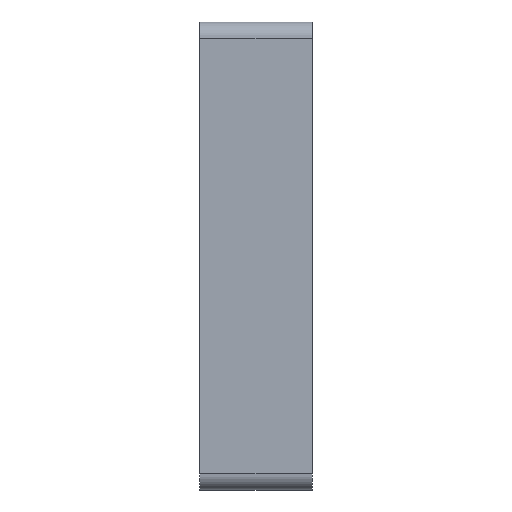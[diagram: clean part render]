
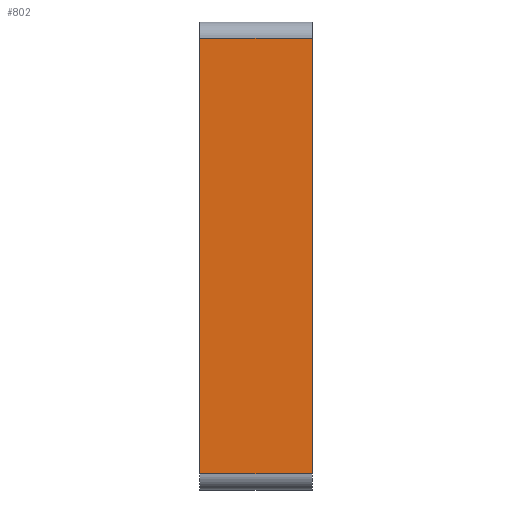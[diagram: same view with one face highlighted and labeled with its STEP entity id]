
A CAD part, front view. The second image highlights one B-rep face of the part: STEP entity #802.
In plain terms, the highlighted planar face has unit normal (0, -1, 0).
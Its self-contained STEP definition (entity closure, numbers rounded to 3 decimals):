
#24=PLANE('',#879);
#52=FACE_OUTER_BOUND('',#94,.T.);
#94=EDGE_LOOP('',(#604,#605,#606,#607));
#138=LINE('',#1196,#219);
#168=LINE('',#1287,#249);
#169=LINE('',#1290,#250);
#170=LINE('',#1291,#251);
#219=VECTOR('',#949,10.);
#249=VECTOR('',#1025,10.);
#250=VECTOR('',#1028,10.);
#251=VECTOR('',#1029,10.);
#342=VERTEX_POINT('',#1193);
#343=VERTEX_POINT('',#1195);
#381=VERTEX_POINT('',#1285);
#382=VERTEX_POINT('',#1289);
#423=EDGE_CURVE('',#342,#343,#138,.T.);
#470=EDGE_CURVE('',#381,#342,#168,.T.);
#471=EDGE_CURVE('',#381,#382,#169,.T.);
#472=EDGE_CURVE('',#343,#382,#170,.T.);
#604=ORIENTED_EDGE('',*,*,#470,.F.);
#605=ORIENTED_EDGE('',*,*,#471,.T.);
#606=ORIENTED_EDGE('',*,*,#472,.F.);
#607=ORIENTED_EDGE('',*,*,#423,.F.);
#802=ADVANCED_FACE('',(#52),#24,.T.);
#879=AXIS2_PLACEMENT_3D('',#1288,#1026,#1027);
#949=DIRECTION('',(0.,0.,1.));
#1025=DIRECTION('',(-1.,0.,0.));
#1026=DIRECTION('center_axis',(0.,-1.,0.));
#1027=DIRECTION('ref_axis',(0.,0.,1.));
#1028=DIRECTION('',(0.,0.,1.));
#1029=DIRECTION('',(1.,0.,0.));
#1193=CARTESIAN_POINT('',(185.5,-17.5,78.));
#1195=CARTESIAN_POINT('',(185.5,-17.5,105.));
#1196=CARTESIAN_POINT('',(185.5,-17.5,77.));
#1285=CARTESIAN_POINT('',(192.5,-17.5,78.));
#1287=CARTESIAN_POINT('',(192.5,-17.5,78.));
#1288=CARTESIAN_POINT('Origin',(192.5,-17.5,77.));
#1289=CARTESIAN_POINT('',(192.5,-17.5,105.));
#1290=CARTESIAN_POINT('',(192.5,-17.5,77.));
#1291=CARTESIAN_POINT('',(192.5,-17.5,105.));
